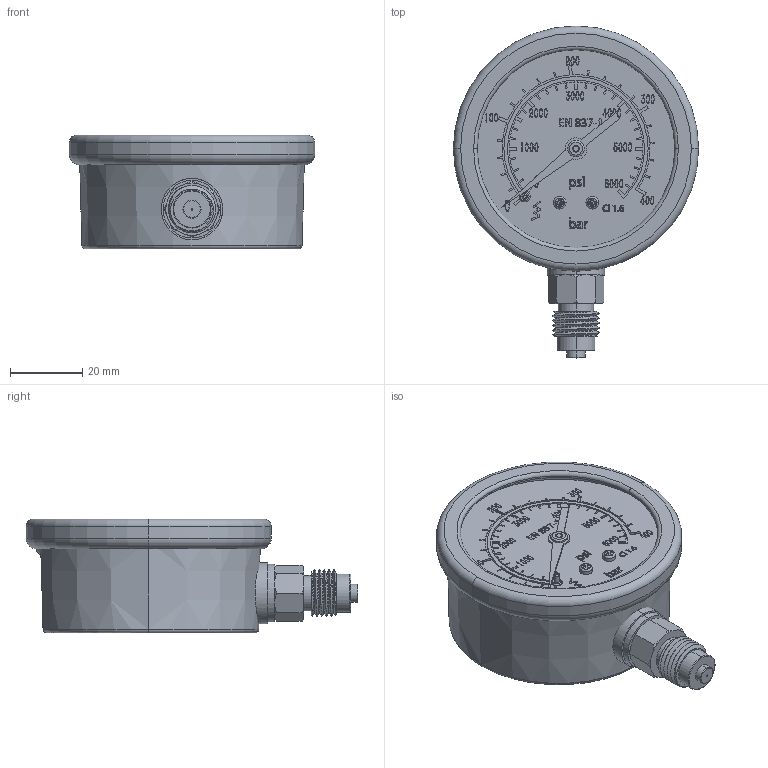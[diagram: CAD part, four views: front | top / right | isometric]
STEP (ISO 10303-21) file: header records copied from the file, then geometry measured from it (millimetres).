
FILE_DESCRIPTION (( 'STEP AP203' ), '1' );
FILE_NAME ('肅弊俋籀63A-400bar俋倛芞.STEP', '2022-03-14T11:22:55', ( 'A' ), ( 'Microsoft' ), 'SwSTEP 2.0', 'SolidWorks 2015', '' );
FILE_SCHEMA (( 'CONFIG_CONTROL_DESIGN' ));
Length unit declared in the file: millimetre
Products named in the file (1): 肅弊俋籀63A-400bar俋倛芞
Bounding box: 68 x 92 x 31.5 mm (x, y, z)
Volume: 24790.9 mm3; surface area: 32814.3 mm2
Topology: 8 solids, 8 shells, 1311 faces, 3461 edges, 2286 vertices
Faces by surface type: plane 523, bspline 523, cylinder 196, torus 37, cone 32
Entity records: 71402 total; most frequent: CARTESIAN_POINT 42094, ORIENTED_EDGE 6922, DIRECTION 4492, EDGE_CURVE 3461, VERTEX_POINT 2286, LINE 1846, VECTOR 1846, EDGE_LOOP 1435
